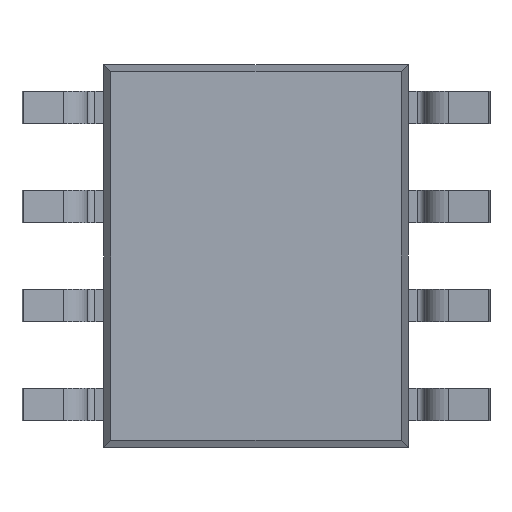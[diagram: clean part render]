
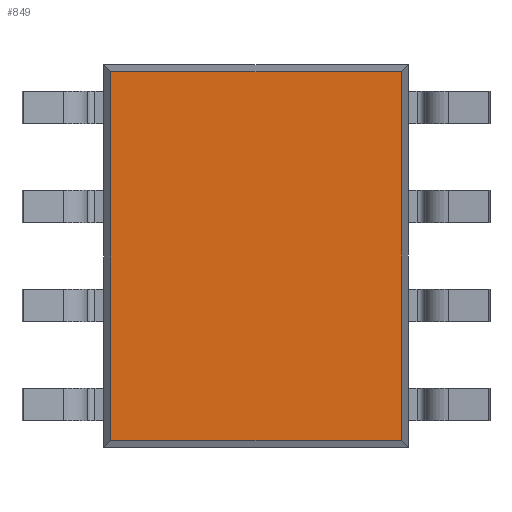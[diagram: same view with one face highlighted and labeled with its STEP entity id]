
A CAD part, front view. The second image highlights one B-rep face of the part: STEP entity #849.
In plain terms, the highlighted planar face has unit normal (0, -1, 0).
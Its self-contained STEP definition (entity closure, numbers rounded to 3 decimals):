
#16 = EDGE_CURVE ( 'NONE', #1538, #1673, #3643, .T. ) ;
#71 = AXIS2_PLACEMENT_3D ( 'NONE', #1612, #1282, #2866 ) ;
#223 = ORIENTED_EDGE ( 'NONE', *, *, #16, .T. ) ;
#263 = EDGE_CURVE ( 'NONE', #2858, #2284, #4104, .T. ) ;
#292 = VECTOR ( 'NONE', #3642, 1000. ) ;
#448 = ORIENTED_EDGE ( 'NONE', *, *, #3092, .T. ) ;
#503 = LINE ( 'NONE', #744, #3064 ) ;
#587 = CARTESIAN_POINT ( 'NONE',  ( -1.86, 0.25, 2.36 ) ) ;
#744 = CARTESIAN_POINT ( 'NONE',  ( -1.86, 0.25, 2.45 ) ) ;
#849 = ADVANCED_FACE ( 'NONE', ( #1447 ), #3762, .T. ) ;
#858 = CARTESIAN_POINT ( 'NONE',  ( 1.86, 0.25, -2.45 ) ) ;
#966 = CARTESIAN_POINT ( 'NONE',  ( -1.86, 0.25, -2.36 ) ) ;
#1282 = DIRECTION ( 'NONE',  ( 0., -1., 0. ) ) ;
#1434 = EDGE_CURVE ( 'NONE', #1673, #2858, #503, .T. ) ;
#1447 = FACE_OUTER_BOUND ( 'NONE', #3764, .T. ) ;
#1538 = VERTEX_POINT ( 'NONE', #1970 ) ;
#1612 = CARTESIAN_POINT ( 'NONE',  ( 0., 0.25, 0. ) ) ;
#1654 = DIRECTION ( 'NONE',  ( 0., 0., -1. ) ) ;
#1673 = VERTEX_POINT ( 'NONE', #587 ) ;
#1970 = CARTESIAN_POINT ( 'NONE',  ( 1.86, 0.25, 2.36 ) ) ;
#2132 = CARTESIAN_POINT ( 'NONE',  ( 1.86, 0.25, -2.36 ) ) ;
#2284 = VERTEX_POINT ( 'NONE', #2132 ) ;
#2388 = CARTESIAN_POINT ( 'NONE',  ( 1.95, 0.25, 2.36 ) ) ;
#2410 = LINE ( 'NONE', #858, #292 ) ;
#2698 = DIRECTION ( 'NONE',  ( -1., 0., 0. ) ) ;
#2802 = VECTOR ( 'NONE', #2698, 1000. ) ;
#2842 = DIRECTION ( 'NONE',  ( 1., 0., 0. ) ) ;
#2858 = VERTEX_POINT ( 'NONE', #966 ) ;
#2866 = DIRECTION ( 'NONE',  ( 0., 0., -1. ) ) ;
#3016 = ORIENTED_EDGE ( 'NONE', *, *, #1434, .T. ) ;
#3064 = VECTOR ( 'NONE', #1654, 1000. ) ;
#3092 = EDGE_CURVE ( 'NONE', #2284, #1538, #2410, .T. ) ;
#3274 = VECTOR ( 'NONE', #2842, 1000. ) ;
#3455 = CARTESIAN_POINT ( 'NONE',  ( -1.95, 0.25, -2.36 ) ) ;
#3642 = DIRECTION ( 'NONE',  ( 0., 0., 1. ) ) ;
#3643 = LINE ( 'NONE', #2388, #2802 ) ;
#3762 = PLANE ( 'NONE',  #71 ) ;
#3764 = EDGE_LOOP ( 'NONE', ( #3016, #3940, #448, #223 ) ) ;
#3940 = ORIENTED_EDGE ( 'NONE', *, *, #263, .T. ) ;
#4104 = LINE ( 'NONE', #3455, #3274 ) ;
